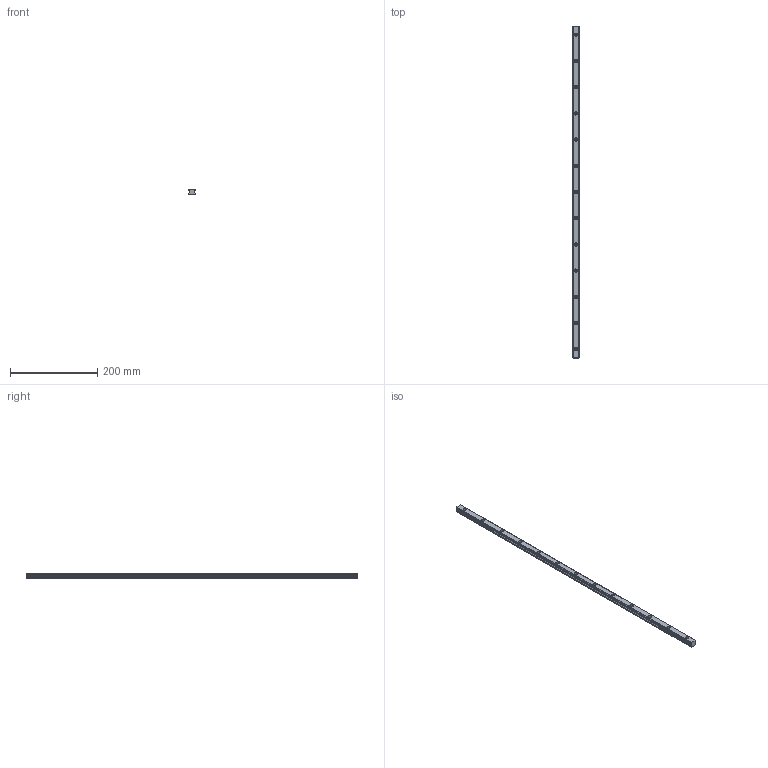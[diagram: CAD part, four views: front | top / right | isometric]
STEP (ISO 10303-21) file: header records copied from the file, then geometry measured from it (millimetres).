
FILE_DESCRIPTION (( 'STEP AP203' ), '1' );
FILE_NAME ('H15-760L.step', '2021-02-18T17:45:27', ( '' ), ( '' ), 'SwSTEP 2.0', 'SolidWorks 2019', '' );
FILE_SCHEMA (( 'CONFIG_CONTROL_DESIGN' ));
Length unit declared in the file: millimetre
Products named in the file (1): H15-760L
Bounding box: 15 x 760 x 13 mm (x, y, z)
Volume: 127034.8 mm3; surface area: 46212.4 mm2
Topology: 1 solids, 1 shells, 99 faces, 252 edges, 168 vertices
Faces by surface type: cylinder 70, plane 29
Entity records: 3195 total; most frequent: DIRECTION 592, CARTESIAN_POINT 520, ORIENTED_EDGE 504, EDGE_CURVE 252, AXIS2_PLACEMENT_3D 240, VERTEX_POINT 168, CIRCLE 140, EDGE_LOOP 138
